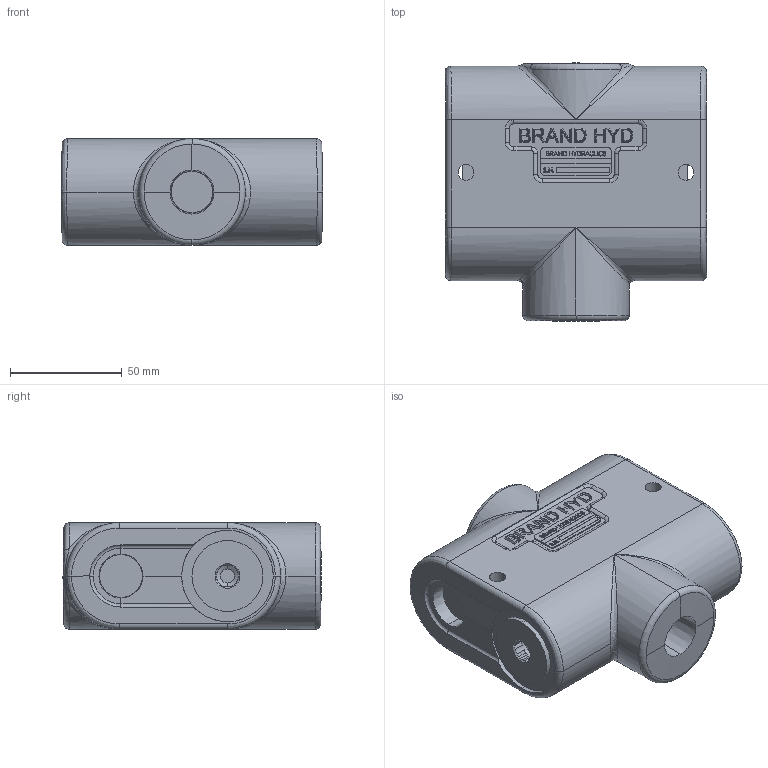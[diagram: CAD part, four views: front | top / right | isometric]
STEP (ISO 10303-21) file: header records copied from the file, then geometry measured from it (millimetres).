
FILE_DESCRIPTION (( 'STEP AP203' ), '1' );
FILE_NAME ('B50 GENERIC VALVE.STEP', '2013-08-02T13:54:26', ( 'branduser' ), ( '' ), 'SwSTEP 2.0', 'SolidWorks 2013', '' );
FILE_SCHEMA (( 'CONFIG_CONTROL_DESIGN' ));
Length unit declared in the file: inch
Products named in the file (1): B50 GENERIC VALVE
Bounding box: 117.12 x 115.46 x 47.62 mm (x, y, z)
Volume: 498160.1 mm3; surface area: 53052.9 mm2
Topology: 2 solids, 14 shells, 688 faces, 1758 edges, 1132 vertices
Faces by surface type: plane 344, bspline 185, cylinder 96, cone 35, torus 24, sphere 4
Entity records: 31090 total; most frequent: CARTESIAN_POINT 15962, ORIENTED_EDGE 3496, DIRECTION 2487, EDGE_CURVE 1748, VERTEX_POINT 1132, LINE 971, VECTOR 971, AXIS2_PLACEMENT_3D 758
